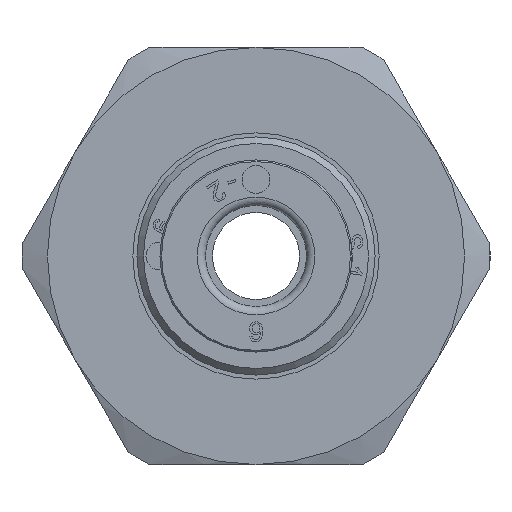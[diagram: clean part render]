
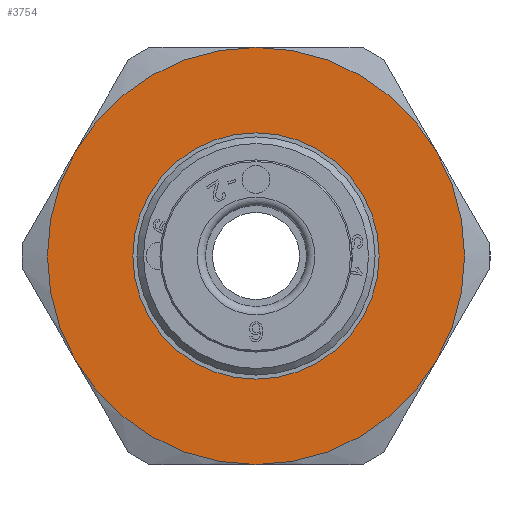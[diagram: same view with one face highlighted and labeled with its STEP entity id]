
A CAD part, left-side view. The second image highlights one B-rep face of the part: STEP entity #3754.
In plain terms, the highlighted planar face has unit normal (-1, 0, 0).
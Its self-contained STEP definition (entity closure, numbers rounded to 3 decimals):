
#911=PLANE('',#3963);
#1000=FACE_BOUND('',#1511,.T.);
#1222=FACE_OUTER_BOUND('',#1510,.T.);
#1510=EDGE_LOOP('',(#3479,#3480,#3481,#3482,#3483,#3484));
#1511=EDGE_LOOP('',(#3485));
#1587=CIRCLE('',#3950,12.7);
#1588=CIRCLE('',#3952,12.7);
#1589=CIRCLE('',#3954,12.7);
#1590=CIRCLE('',#3956,12.7);
#1591=CIRCLE('',#3958,12.7);
#1593=CIRCLE('',#3962,12.7);
#1594=CIRCLE('',#3964,4.75);
#1908=VERTEX_POINT('',#6985);
#1948=VERTEX_POINT('',#7130);
#1949=VERTEX_POINT('',#7136);
#1950=VERTEX_POINT('',#7145);
#1951=VERTEX_POINT('',#7149);
#1952=VERTEX_POINT('',#7155);
#1955=VERTEX_POINT('',#7183);
#2461=EDGE_CURVE('',#1908,#1948,#1587,.T.);
#2463=EDGE_CURVE('',#1948,#1949,#1588,.T.);
#2466=EDGE_CURVE('',#1951,#1950,#1589,.T.);
#2469=EDGE_CURVE('',#1952,#1908,#1590,.T.);
#2471=EDGE_CURVE('',#1949,#1951,#1591,.T.);
#2477=EDGE_CURVE('',#1950,#1952,#1593,.T.);
#2479=EDGE_CURVE('',#1955,#1955,#1594,.T.);
#3479=ORIENTED_EDGE('',*,*,#2471,.T.);
#3480=ORIENTED_EDGE('',*,*,#2466,.T.);
#3481=ORIENTED_EDGE('',*,*,#2477,.T.);
#3482=ORIENTED_EDGE('',*,*,#2469,.T.);
#3483=ORIENTED_EDGE('',*,*,#2461,.T.);
#3484=ORIENTED_EDGE('',*,*,#2463,.T.);
#3485=ORIENTED_EDGE('',*,*,#2479,.F.);
#3754=ADVANCED_FACE('',(#1222,#1000),#911,.F.);
#3950=AXIS2_PLACEMENT_3D('',#7134,#4586,#4587);
#3952=AXIS2_PLACEMENT_3D('',#7140,#4590,#4591);
#3954=AXIS2_PLACEMENT_3D('',#7150,#4594,#4595);
#3956=AXIS2_PLACEMENT_3D('',#7159,#4598,#4599);
#3958=AXIS2_PLACEMENT_3D('',#7164,#4602,#4603);
#3962=AXIS2_PLACEMENT_3D('',#7178,#4612,#4613);
#3963=AXIS2_PLACEMENT_3D('',#7182,#4614,#4615);
#3964=AXIS2_PLACEMENT_3D('',#7184,#4616,#4617);
#4586=DIRECTION('center_axis',(-1.,0.,0.));
#4587=DIRECTION('ref_axis',(0.,1.,0.));
#4590=DIRECTION('center_axis',(-1.,0.,0.));
#4591=DIRECTION('ref_axis',(0.,1.,0.));
#4594=DIRECTION('center_axis',(-1.,0.,0.));
#4595=DIRECTION('ref_axis',(0.,1.,0.));
#4598=DIRECTION('center_axis',(-1.,0.,0.));
#4599=DIRECTION('ref_axis',(0.,1.,0.));
#4602=DIRECTION('center_axis',(-1.,0.,0.));
#4603=DIRECTION('ref_axis',(0.,1.,0.));
#4612=DIRECTION('center_axis',(-1.,0.,0.));
#4613=DIRECTION('ref_axis',(0.,1.,0.));
#4614=DIRECTION('center_axis',(1.,0.,0.));
#4615=DIRECTION('ref_axis',(0.,0.,-1.));
#4616=DIRECTION('center_axis',(-1.,0.,0.));
#4617=DIRECTION('ref_axis',(0.,1.,0.));
#6985=CARTESIAN_POINT('',(11.1,0.,-12.7));
#7130=CARTESIAN_POINT('',(11.1,-10.999,-6.35));
#7134=CARTESIAN_POINT('Origin',(11.1,0.,0.));
#7136=CARTESIAN_POINT('',(11.1,-10.999,6.35));
#7140=CARTESIAN_POINT('Origin',(11.1,0.,0.));
#7145=CARTESIAN_POINT('',(11.1,10.999,6.35));
#7149=CARTESIAN_POINT('',(11.1,0.,12.7));
#7150=CARTESIAN_POINT('Origin',(11.1,0.,0.));
#7155=CARTESIAN_POINT('',(11.1,10.999,-6.35));
#7159=CARTESIAN_POINT('Origin',(11.1,0.,0.));
#7164=CARTESIAN_POINT('Origin',(11.1,0.,0.));
#7178=CARTESIAN_POINT('Origin',(11.1,0.,0.));
#7182=CARTESIAN_POINT('Origin',(11.1,0.,0.));
#7183=CARTESIAN_POINT('',(11.1,-4.75,0.));
#7184=CARTESIAN_POINT('Origin',(11.1,0.,0.));
